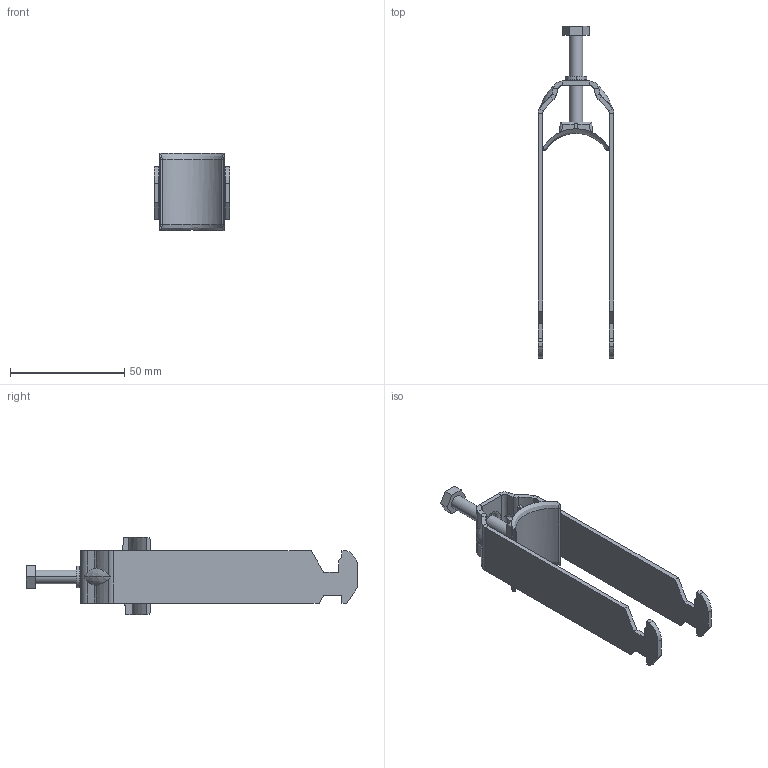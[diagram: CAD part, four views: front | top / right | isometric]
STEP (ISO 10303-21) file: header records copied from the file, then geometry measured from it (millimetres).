
FILE_DESCRIPTION (( 'STEP AP214' ), '1' );
FILE_NAME ('1162284.STP', '2017-05-02T08:46:05', ( '' ), ( '' ), 'SwSTEP 2.0', 'SolidWorks 2016', '' );
FILE_SCHEMA (( 'AUTOMOTIVE_DESIGN' ));
Length unit declared in the file: millimetre
Products named in the file (5): EB101-05-02_Standard; EB101-00-04_Standard; EB101-00-03_M6 x 38; EB101-05-01_3 fach; 1162284
Assembly tree (4 placements, depth 2):
  1162284
    EB101-05-01_3 fach
    EB101-00-03_M6 x 38
    EB101-00-04_Standard
    EB101-05-02_Standard
Bounding box: 33 x 145 x 34 mm (x, y, z)
Volume: 15378.5 mm3; surface area: 17212.5 mm2
Topology: 4 solids, 4 shells, 250 faces, 620 edges, 383 vertices
Faces by surface type: plane 168, cylinder 52, torus 16, cone 8, bspline 6
Entity records: 8150 total; most frequent: CARTESIAN_POINT 2145, ORIENTED_EDGE 1236, DIRECTION 1162, EDGE_CURVE 618, LINE 418, VECTOR 418, VERTEX_POINT 383, AXIS2_PLACEMENT_3D 372
